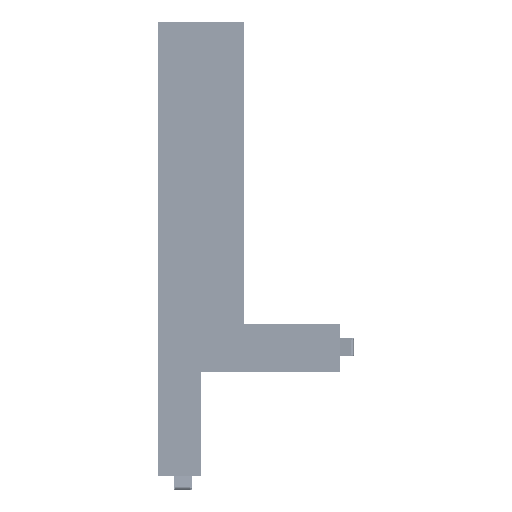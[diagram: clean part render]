
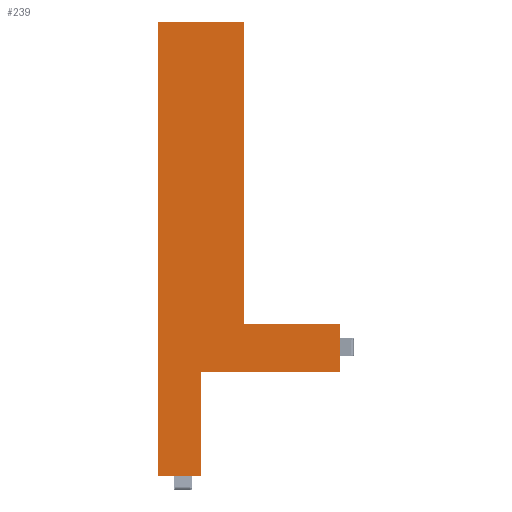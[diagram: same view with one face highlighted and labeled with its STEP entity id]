
A CAD part, front view. The second image highlights one B-rep face of the part: STEP entity #239.
In plain terms, the highlighted free-form (B-spline) face has degree [1, 1] with [2, 2] control points.
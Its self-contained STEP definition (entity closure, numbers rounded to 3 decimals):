
#22 = VERTEX_POINT('',#23);
#23 = CARTESIAN_POINT('',(2530.232,4824.644,
    8243.885));
#30 = EDGE_CURVE('',#22,#31,#33,.T.);
#31 = VERTEX_POINT('',#32);
#32 = CARTESIAN_POINT('',(12178.317,4824.644,
    8243.885));
#33 = B_SPLINE_CURVE_WITH_KNOTS('',1,(#34,#35),.UNSPECIFIED.,.F.,.F.,(2,
    2),(1000.,12000.),.PIECEWISE_BEZIER_KNOTS.);
#34 = CARTESIAN_POINT('',(2530.232,4824.644,
    8243.885));
#35 = CARTESIAN_POINT('',(12178.317,4824.644,
    8243.885));
#60 = VERTEX_POINT('',#61);
#61 = CARTESIAN_POINT('',(-1855.262,4824.644,
    3419.842));
#74 = VERTEX_POINT('',#75);
#75 = CARTESIAN_POINT('',(12178.317,4824.644,
    3419.842));
#80 = EDGE_CURVE('',#74,#60,#81,.T.);
#81 = B_SPLINE_CURVE_WITH_KNOTS('',1,(#82,#83),.UNSPECIFIED.,.F.,.F.,(2,
    2),(-12000.,4000.),.PIECEWISE_BEZIER_KNOTS.);
#82 = CARTESIAN_POINT('',(12178.317,4824.644,
    3419.842));
#83 = CARTESIAN_POINT('',(-1855.262,4824.644,
    3419.842));
#93 = EDGE_CURVE('',#31,#74,#94,.T.);
#94 = B_SPLINE_CURVE_WITH_KNOTS('',1,(#95,#96),.UNSPECIFIED.,.F.,.F.,(2,
    2),(0.,5500.),.PIECEWISE_BEZIER_KNOTS.);
#95 = CARTESIAN_POINT('',(12178.317,4824.644,
    8243.885));
#96 = CARTESIAN_POINT('',(12178.317,4824.644,
    3419.842));
#239 = ADVANCED_FACE('',(#240),#278,.T.);
#240 = FACE_BOUND('',#241,.T.);
#241 = EDGE_LOOP('',(#242,#243,#244,#251,#258,#265,#272,#277));
#242 = ORIENTED_EDGE('',*,*,#93,.F.);
#243 = ORIENTED_EDGE('',*,*,#30,.F.);
#244 = ORIENTED_EDGE('',*,*,#245,.F.);
#245 = EDGE_CURVE('',#246,#22,#248,.T.);
#246 = VERTEX_POINT('',#247);
#247 = CARTESIAN_POINT('',(2530.232,4824.644,
    38942.337));
#248 = B_SPLINE_CURVE_WITH_KNOTS('',1,(#249,#250),.UNSPECIFIED.,.F.,.F.,
  (2,2),(-0.,35000.),.PIECEWISE_BEZIER_KNOTS.);
#249 = CARTESIAN_POINT('',(2530.232,4824.644,
    38942.337));
#250 = CARTESIAN_POINT('',(2530.232,4824.644,
    8243.885));
#251 = ORIENTED_EDGE('',*,*,#252,.F.);
#252 = EDGE_CURVE('',#253,#246,#255,.T.);
#253 = VERTEX_POINT('',#254);
#254 = CARTESIAN_POINT('',(-6240.755,4824.644,
    38942.337));
#255 = B_SPLINE_CURVE_WITH_KNOTS('',1,(#256,#257),.UNSPECIFIED.,.F.,.F.,
  (2,2),(0.,10000.),.PIECEWISE_BEZIER_KNOTS.);
#256 = CARTESIAN_POINT('',(-6240.755,4824.644,
    38942.337));
#257 = CARTESIAN_POINT('',(2530.232,4824.644,
    38942.337));
#258 = ORIENTED_EDGE('',*,*,#259,.F.);
#259 = EDGE_CURVE('',#260,#253,#262,.T.);
#260 = VERTEX_POINT('',#261);
#261 = CARTESIAN_POINT('',(-6240.755,4824.644,
    -7105.341));
#262 = B_SPLINE_CURVE_WITH_KNOTS('',1,(#263,#264),.UNSPECIFIED.,.F.,.F.,
  (2,2),(-12000.,40500.),.PIECEWISE_BEZIER_KNOTS.);
#263 = CARTESIAN_POINT('',(-6240.755,4824.644,
    -7105.341));
#264 = CARTESIAN_POINT('',(-6240.755,4824.644,
    38942.337));
#265 = ORIENTED_EDGE('',*,*,#266,.F.);
#266 = EDGE_CURVE('',#267,#260,#269,.T.);
#267 = VERTEX_POINT('',#268);
#268 = CARTESIAN_POINT('',(-1855.262,4824.644,
    -7105.341));
#269 = B_SPLINE_CURVE_WITH_KNOTS('',1,(#270,#271),.UNSPECIFIED.,.F.,.F.,
  (2,2),(-5000.,-0.),.PIECEWISE_BEZIER_KNOTS.);
#270 = CARTESIAN_POINT('',(-1855.262,4824.644,
    -7105.341));
#271 = CARTESIAN_POINT('',(-6240.755,4824.644,
    -7105.341));
#272 = ORIENTED_EDGE('',*,*,#273,.T.);
#273 = EDGE_CURVE('',#267,#60,#274,.T.);
#274 = B_SPLINE_CURVE_WITH_KNOTS('',1,(#275,#276),.UNSPECIFIED.,.F.,.F.,
  (2,2),(0.,12000.),.PIECEWISE_BEZIER_KNOTS.);
#275 = CARTESIAN_POINT('',(-1855.262,4824.644,
    -7105.341));
#276 = CARTESIAN_POINT('',(-1855.262,4824.644,
    3419.842));
#277 = ORIENTED_EDGE('',*,*,#80,.F.);
#278 = B_SPLINE_SURFACE_WITH_KNOTS('',1,1,(
    (#279,#280)
    ,(#281,#282
    )),.UNSPECIFIED.,.F.,.F.,.F.,(2,2),(2,2),(-37750.,14750.),(
    -15000.,6000.),.PIECEWISE_BEZIER_KNOTS.);
#279 = CARTESIAN_POINT('',(-6240.755,4824.644,
    38942.337));
#280 = CARTESIAN_POINT('',(12178.317,4824.644,
    38942.337));
#281 = CARTESIAN_POINT('',(-6240.755,4824.644,
    -7105.341));
#282 = CARTESIAN_POINT('',(12178.317,4824.644,
    -7105.341));
